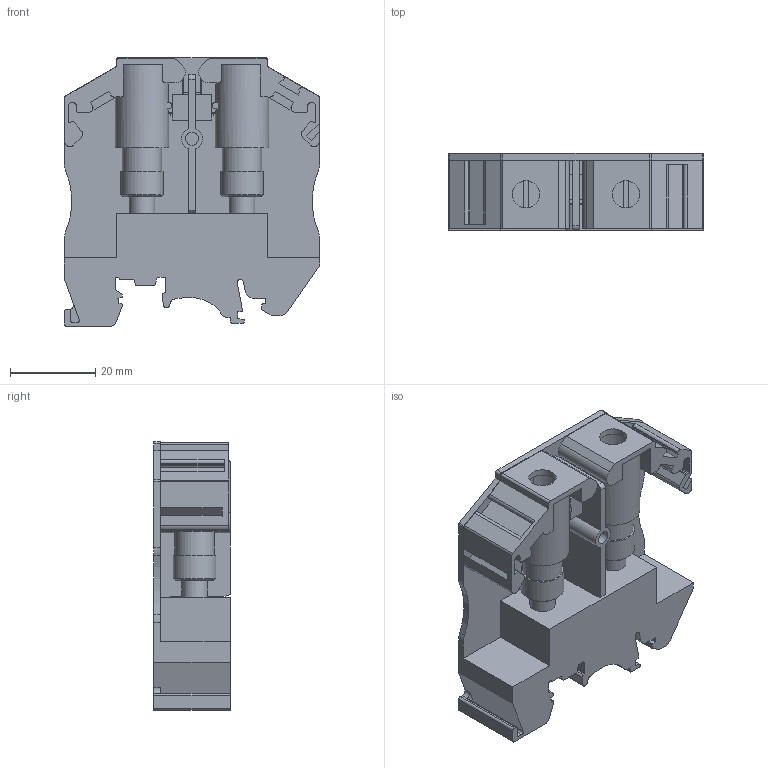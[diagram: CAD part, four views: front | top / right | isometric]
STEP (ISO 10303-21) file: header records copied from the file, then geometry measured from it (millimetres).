
FILE_DESCRIPTION(/* description */ ('Unknown'),/* implementation_level */ '2;1');
FILE_NAME(/* name */ 'OAT25_3D_Solid',/* time_stamp */ '2026-02-26T15:08:36+06:00',/* author */ ('Unknown'),/* organization */ ('Unknown'),/* preprocessor_version */ 'ST-DEVELOPER v16.7',/* originating_system */ 'Solid Edge',/* authorisation */ 'Unknown');
FILE_SCHEMA (('AUTOMOTIVE_DESIGN {1 0 10303 214 3 1 1}'));
Length unit declared in the file: millimetre
Products named in the file (1): OAT25_3D_Solid
Bounding box: 60 x 18 x 63 mm (x, y, z)
Volume: 31604.7 mm3; surface area: 19173.3 mm2
Topology: 1 solids, 3 shells, 369 faces, 1034 edges, 684 vertices
Faces by surface type: plane 238, cylinder 115, cone 12, bspline 4
Full cylindrical faces by diameter (mm): 1.3 x2, 2.9 x2, 3 x3, 4 x2, 6 x2, 6.4 x2, 9.2 x2, 10 x2, 12.5 x2
Entity records: 14358 total; most frequent: CARTESIAN_POINT 2187, ORIENTED_EDGE 2002, DIRECTION 1981, EDGE_CURVE 1001, LINE 693, VECTOR 693, VERTEX_POINT 674, AXIS2_PLACEMENT_3D 644
